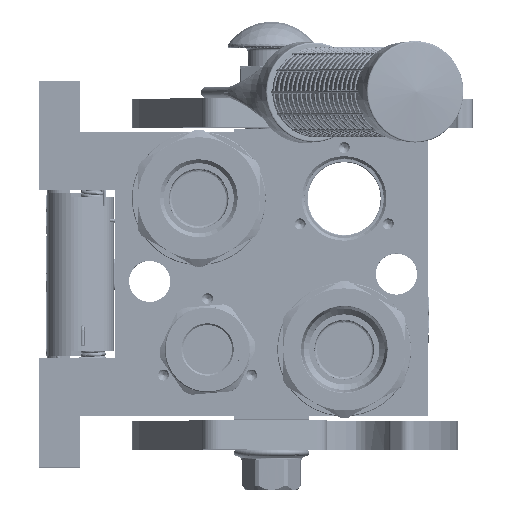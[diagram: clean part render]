
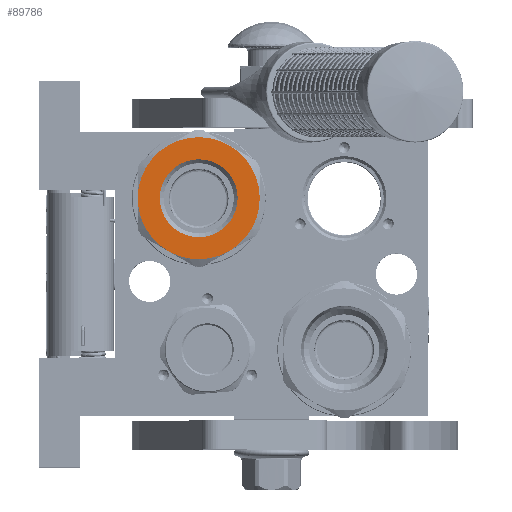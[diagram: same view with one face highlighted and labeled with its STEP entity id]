
A CAD part, top view. The second image highlights one B-rep face of the part: STEP entity #89786.
In plain terms, the highlighted face is planar.
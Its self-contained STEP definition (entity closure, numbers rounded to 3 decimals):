
#1763 = ORIENTED_EDGE ( 'NONE', *, *, #94268, .F. ) ;
#4639 = DIRECTION ( 'NONE',  ( -1., 0., 0. ) ) ;
#6375 = CARTESIAN_POINT ( 'NONE',  ( 100.6, 0., 0. ) ) ;
#10037 = EDGE_LOOP ( 'NONE', ( #102017, #172858, #42705, #1763, #13605, #44459, #99176 ) ) ;
#13605 = ORIENTED_EDGE ( 'NONE', *, *, #37832, .F. ) ;
#13983 = CARTESIAN_POINT ( 'NONE',  ( 100.6, 0., 0. ) ) ;
#15277 = EDGE_CURVE ( 'NONE', #204056, #176558, #192551, .T. ) ;
#20064 = PLANE ( 'NONE',  #208486 ) ;
#21373 = CARTESIAN_POINT ( 'NONE',  ( 100.6, -13.4, 0. ) ) ;
#25452 = FACE_BOUND ( 'NONE', #28514, .T. ) ;
#27743 = AXIS2_PLACEMENT_3D ( 'NONE', #6375, #184079, #111463 ) ;
#28514 = EDGE_LOOP ( 'NONE', ( #134119, #131283 ) ) ;
#34223 = VERTEX_POINT ( 'NONE', #150994 ) ;
#34994 = CARTESIAN_POINT ( 'NONE',  ( 100.6, -10.5, 18.187 ) ) ;
#37832 = EDGE_CURVE ( 'NONE', #119167, #156650, #158024, .T. ) ;
#39349 = DIRECTION ( 'NONE',  ( 0., 0., 1. ) ) ;
#39359 = CARTESIAN_POINT ( 'NONE',  ( 100.6, 0., 0. ) ) ;
#42705 = ORIENTED_EDGE ( 'NONE', *, *, #173577, .T. ) ;
#44459 = ORIENTED_EDGE ( 'NONE', *, *, #167057, .T. ) ;
#57090 = CIRCLE ( 'NONE', #193644, 21. ) ;
#57879 = CARTESIAN_POINT ( 'NONE',  ( 100.6, 0., 0. ) ) ;
#58453 = DIRECTION ( 'NONE',  ( 0., 0.5, 0.866 ) ) ;
#65412 = CARTESIAN_POINT ( 'NONE',  ( 100.6, 0., 21. ) ) ;
#70072 = DIRECTION ( 'NONE',  ( 0., 0.5, 0.866 ) ) ;
#71619 = CARTESIAN_POINT ( 'NONE',  ( 100.6, 0., 0. ) ) ;
#73976 = AXIS2_PLACEMENT_3D ( 'NONE', #71619, #142668, #70072 ) ;
#76339 = DIRECTION ( 'NONE',  ( -1., 0., 0. ) ) ;
#84792 = CIRCLE ( 'NONE', #224015, 21. ) ;
#84833 = DIRECTION ( 'NONE',  ( 0., -1., 0. ) ) ;
#87664 = CIRCLE ( 'NONE', #122634, 21. ) ;
#87936 = CARTESIAN_POINT ( 'NONE',  ( 100.6, 0., 0. ) ) ;
#88031 = DIRECTION ( 'NONE',  ( -1., 0., 0. ) ) ;
#89666 = DIRECTION ( 'NONE',  ( 0., 1., 0. ) ) ;
#89786 = ADVANCED_FACE ( 'NONE', ( #163663, #25452 ), #20064, .F. ) ;
#90313 = EDGE_CURVE ( 'NONE', #185906, #34223, #107965, .T. ) ;
#92470 = DIRECTION ( 'NONE',  ( 1., 0., 0. ) ) ;
#92588 = VERTEX_POINT ( 'NONE', #92599 ) ;
#92599 = CARTESIAN_POINT ( 'NONE',  ( 100.6, 10.5, -18.187 ) ) ;
#93939 = CIRCLE ( 'NONE', #27743, 21. ) ;
#94268 = EDGE_CURVE ( 'NONE', #156650, #92588, #87664, .T. ) ;
#96626 = CIRCLE ( 'NONE', #223010, 13.4 ) ;
#97989 = CARTESIAN_POINT ( 'NONE',  ( 100.6, -21., 0. ) ) ;
#99176 = ORIENTED_EDGE ( 'NONE', *, *, #15277, .T. ) ;
#102017 = ORIENTED_EDGE ( 'NONE', *, *, #117019, .T. ) ;
#103763 = EDGE_CURVE ( 'NONE', #34223, #185906, #96626, .T. ) ;
#105630 = DIRECTION ( 'NONE',  ( 0., -1., 0. ) ) ;
#107965 = CIRCLE ( 'NONE', #149298, 13.4 ) ;
#109439 = DIRECTION ( 'NONE',  ( 0., -0.5, 0.866 ) ) ;
#111463 = DIRECTION ( 'NONE',  ( 0., 0.5, 0.866 ) ) ;
#117019 = EDGE_CURVE ( 'NONE', #176558, #203118, #57090, .T. ) ;
#119167 = VERTEX_POINT ( 'NONE', #124727 ) ;
#121257 = DIRECTION ( 'NONE',  ( 0., 1., 0. ) ) ;
#121340 = DIRECTION ( 'NONE',  ( 0., -0.5, -0.866 ) ) ;
#122634 = AXIS2_PLACEMENT_3D ( 'NONE', #176839, #88031, #121257 ) ;
#124727 = CARTESIAN_POINT ( 'NONE',  ( 100.6, 10.5, 18.187 ) ) ;
#127444 = VERTEX_POINT ( 'NONE', #186853 ) ;
#131283 = ORIENTED_EDGE ( 'NONE', *, *, #103763, .T. ) ;
#134119 = ORIENTED_EDGE ( 'NONE', *, *, #90313, .T. ) ;
#139890 = DIRECTION ( 'NONE',  ( 1., 0., 0. ) ) ;
#140377 = DIRECTION ( 'NONE',  ( -1., 0., 0. ) ) ;
#142668 = DIRECTION ( 'NONE',  ( 1., 0., 0. ) ) ;
#145260 = DIRECTION ( 'NONE',  ( -1., 0., 0. ) ) ;
#146611 = CARTESIAN_POINT ( 'NONE',  ( 100.6, 0., 0. ) ) ;
#149298 = AXIS2_PLACEMENT_3D ( 'NONE', #190625, #140377, #84833 ) ;
#150994 = CARTESIAN_POINT ( 'NONE',  ( 100.6, 13.4, 0. ) ) ;
#151436 = CARTESIAN_POINT ( 'NONE',  ( 100.6, 21., 0. ) ) ;
#156650 = VERTEX_POINT ( 'NONE', #151436 ) ;
#158024 = CIRCLE ( 'NONE', #158534, 21. ) ;
#158534 = AXIS2_PLACEMENT_3D ( 'NONE', #146611, #76339, #58453 ) ;
#163663 = FACE_OUTER_BOUND ( 'NONE', #10037, .T. ) ;
#167057 = EDGE_CURVE ( 'NONE', #119167, #204056, #93939, .T. ) ;
#172858 = ORIENTED_EDGE ( 'NONE', *, *, #184682, .T. ) ;
#173577 = EDGE_CURVE ( 'NONE', #127444, #92588, #205589, .T. ) ;
#176558 = VERTEX_POINT ( 'NONE', #34994 ) ;
#176839 = CARTESIAN_POINT ( 'NONE',  ( 100.6, 0., 0. ) ) ;
#180543 = CARTESIAN_POINT ( 'NONE',  ( 100.6, 0., 0. ) ) ;
#184079 = DIRECTION ( 'NONE',  ( 1., 0., 0. ) ) ;
#184682 = EDGE_CURVE ( 'NONE', #203118, #127444, #84792, .T. ) ;
#185906 = VERTEX_POINT ( 'NONE', #21373 ) ;
#186853 = CARTESIAN_POINT ( 'NONE',  ( 100.6, -10.5, -18.187 ) ) ;
#190625 = CARTESIAN_POINT ( 'NONE',  ( 100.6, 0., 0. ) ) ;
#192551 = CIRCLE ( 'NONE', #73976, 21. ) ;
#193644 = AXIS2_PLACEMENT_3D ( 'NONE', #180543, #92470, #109439 ) ;
#203118 = VERTEX_POINT ( 'NONE', #97989 ) ;
#204056 = VERTEX_POINT ( 'NONE', #65412 ) ;
#205589 = CIRCLE ( 'NONE', #216569, 21. ) ;
#208486 = AXIS2_PLACEMENT_3D ( 'NONE', #57879, #145260, #39349 ) ;
#211450 = DIRECTION ( 'NONE',  ( 1., 0., 0. ) ) ;
#216569 = AXIS2_PLACEMENT_3D ( 'NONE', #13983, #139890, #121340 ) ;
#223010 = AXIS2_PLACEMENT_3D ( 'NONE', #39359, #4639, #89666 ) ;
#224015 = AXIS2_PLACEMENT_3D ( 'NONE', #87936, #211450, #105630 ) ;
